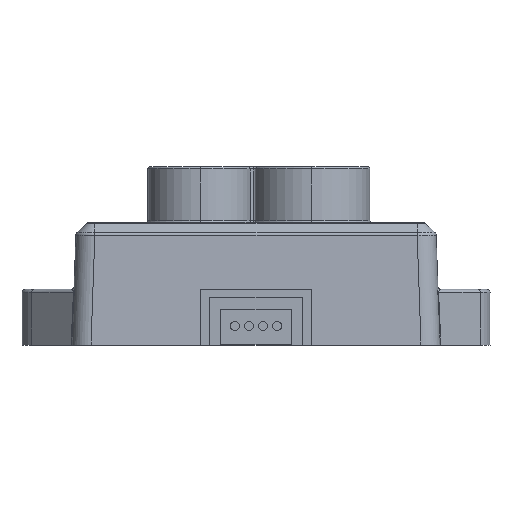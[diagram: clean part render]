
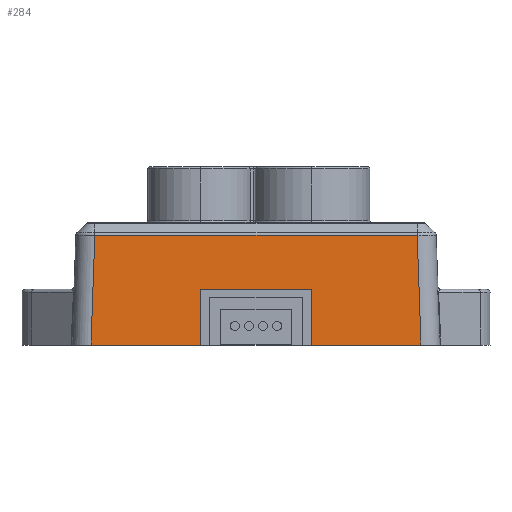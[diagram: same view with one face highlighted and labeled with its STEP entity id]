
A CAD part, top view. The second image highlights one B-rep face of the part: STEP entity #284.
In plain terms, the highlighted planar face has unit normal (0, 0.035, 0.999).
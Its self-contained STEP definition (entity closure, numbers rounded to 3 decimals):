
#11 = DIRECTION ( 'NONE',  ( 0., 0.999, -0.035 ) ) ;
#54 = CARTESIAN_POINT ( 'NONE',  ( -16.5, 5., 7.325 ) ) ;
#191 = ORIENTED_EDGE ( 'NONE', *, *, #2772, .F. ) ;
#284 = ADVANCED_FACE ( 'NONE', ( #678 ), #2233, .T. ) ;
#313 = DIRECTION ( 'NONE',  ( 0., -0.999, 0.035 ) ) ;
#320 = CARTESIAN_POINT ( 'NONE',  ( -5., 5., 7.325 ) ) ;
#330 = DIRECTION ( 'NONE',  ( -1., 0., 0. ) ) ;
#368 = CARTESIAN_POINT ( 'NONE',  ( -14.454, 9.835, 7.157 ) ) ;
#429 = ORIENTED_EDGE ( 'NONE', *, *, #4048, .T. ) ;
#520 = DIRECTION ( 'NONE',  ( -1., 0., 0. ) ) ;
#556 = EDGE_CURVE ( 'NONE', #2383, #1349, #5038, .T. ) ;
#564 = CARTESIAN_POINT ( 'NONE',  ( -14.803, -0.059, 7.502 ) ) ;
#570 = VECTOR ( 'NONE', #4424, 1000. ) ;
#678 = FACE_OUTER_BOUND ( 'NONE', #4908, .T. ) ;
#708 = CARTESIAN_POINT ( 'NONE',  ( 14.457, 9.835, 7.157 ) ) ;
#751 = CARTESIAN_POINT ( 'NONE',  ( -5., 0., 7.5 ) ) ;
#766 = CARTESIAN_POINT ( 'NONE',  ( 14.456, 9.835, 7.157 ) ) ;
#789 = VECTOR ( 'NONE', #330, 1000. ) ;
#816 = CARTESIAN_POINT ( 'NONE',  ( -14.458, 9.835, 7.157 ) ) ;
#962 = B_SPLINE_CURVE_WITH_KNOTS ( 'NONE', 3,
 ( #3428, #708, #766, #4998 ),
 .UNSPECIFIED., .F., .F.,
 ( 4, 4 ),
 ( 0., 1. ),
 .UNSPECIFIED. ) ;
#1033 = ORIENTED_EDGE ( 'NONE', *, *, #556, .F. ) ;
#1061 = CARTESIAN_POINT ( 'NONE',  ( 14.801, 0., 7.5 ) ) ;
#1068 = ORIENTED_EDGE ( 'NONE', *, *, #3116, .T. ) ;
#1153 = LINE ( 'NONE', #3934, #4520 ) ;
#1174 = ORIENTED_EDGE ( 'NONE', *, *, #2303, .T. ) ;
#1244 = CARTESIAN_POINT ( 'NONE',  ( -5., 0., 7.5 ) ) ;
#1270 = VECTOR ( 'NONE', #520, 1000. ) ;
#1294 = ORIENTED_EDGE ( 'NONE', *, *, #3722, .T. ) ;
#1324 = LINE ( 'NONE', #2904, #570 ) ;
#1349 = VERTEX_POINT ( 'NONE', #4677 ) ;
#1371 = VERTEX_POINT ( 'NONE', #2903 ) ;
#1390 = CARTESIAN_POINT ( 'NONE',  ( 14.454, 9.835, 7.157 ) ) ;
#1536 = CARTESIAN_POINT ( 'NONE',  ( 5., 0., 7.5 ) ) ;
#1599 = ORIENTED_EDGE ( 'NONE', *, *, #2282, .T. ) ;
#1726 = VERTEX_POINT ( 'NONE', #4269 ) ;
#1917 = LINE ( 'NONE', #751, #4514 ) ;
#2060 = ORIENTED_EDGE ( 'NONE', *, *, #2691, .F. ) ;
#2203 = VERTEX_POINT ( 'NONE', #1244 ) ;
#2233 = PLANE ( 'NONE',  #3304 ) ;
#2273 = CARTESIAN_POINT ( 'NONE',  ( -14.452, 9.835, 7.157 ) ) ;
#2282 = EDGE_CURVE ( 'NONE', #4072, #3604, #2878, .T. ) ;
#2298 = DIRECTION ( 'NONE',  ( 0., -0.999, 0.035 ) ) ;
#2303 = EDGE_CURVE ( 'NONE', #1726, #3372, #962, .T. ) ;
#2366 = B_SPLINE_CURVE_WITH_KNOTS ( 'NONE', 3,
 ( #368, #3406, #5026, #816 ),
 .UNSPECIFIED., .F., .F.,
 ( 4, 4 ),
 ( 0., 1. ),
 .UNSPECIFIED. ) ;
#2383 = VERTEX_POINT ( 'NONE', #2713 ) ;
#2397 = DIRECTION ( 'NONE',  ( 1., 0., 0. ) ) ;
#2505 = CARTESIAN_POINT ( 'NONE',  ( -14.801, 0., 7.5 ) ) ;
#2649 = LINE ( 'NONE', #2273, #789 ) ;
#2691 = EDGE_CURVE ( 'NONE', #2989, #2203, #1917, .T. ) ;
#2713 = CARTESIAN_POINT ( 'NONE',  ( 5., 0., 7.5 ) ) ;
#2767 = LINE ( 'NONE', #54, #1270 ) ;
#2772 = EDGE_CURVE ( 'NONE', #1349, #2989, #2767, .T. ) ;
#2878 = LINE ( 'NONE', #564, #3381 ) ;
#2903 = CARTESIAN_POINT ( 'NONE',  ( -14.454, 9.835, 7.157 ) ) ;
#2904 = CARTESIAN_POINT ( 'NONE',  ( 14.763, 1.09, 7.462 ) ) ;
#2989 = VERTEX_POINT ( 'NONE', #320 ) ;
#3039 = DIRECTION ( 'NONE',  ( 0., 0.035, 0.999 ) ) ;
#3116 = EDGE_CURVE ( 'NONE', #1371, #4072, #2366, .T. ) ;
#3304 = AXIS2_PLACEMENT_3D ( 'NONE', #4613, #3039, #313 ) ;
#3332 = CARTESIAN_POINT ( 'NONE',  ( -16.5, 0., 7.5 ) ) ;
#3369 = ORIENTED_EDGE ( 'NONE', *, *, #3422, .T. ) ;
#3372 = VERTEX_POINT ( 'NONE', #1390 ) ;
#3380 = CARTESIAN_POINT ( 'NONE',  ( -14.458, 9.835, 7.157 ) ) ;
#3381 = VECTOR ( 'NONE', #3663, 1000. ) ;
#3406 = CARTESIAN_POINT ( 'NONE',  ( -14.456, 9.835, 7.157 ) ) ;
#3422 = EDGE_CURVE ( 'NONE', #2383, #4686, #1153, .T. ) ;
#3428 = CARTESIAN_POINT ( 'NONE',  ( 14.458, 9.835, 7.157 ) ) ;
#3604 = VERTEX_POINT ( 'NONE', #2505 ) ;
#3616 = VECTOR ( 'NONE', #11, 1000. ) ;
#3663 = DIRECTION ( 'NONE',  ( -0.035, -0.999, 0.035 ) ) ;
#3722 = EDGE_CURVE ( 'NONE', #3372, #1371, #2649, .T. ) ;
#3934 = CARTESIAN_POINT ( 'NONE',  ( -16.5, 0., 7.5 ) ) ;
#4048 = EDGE_CURVE ( 'NONE', #3604, #2203, #4115, .T. ) ;
#4072 = VERTEX_POINT ( 'NONE', #3380 ) ;
#4115 = LINE ( 'NONE', #3332, #5032 ) ;
#4269 = CARTESIAN_POINT ( 'NONE',  ( 14.458, 9.835, 7.157 ) ) ;
#4311 = ORIENTED_EDGE ( 'NONE', *, *, #4332, .T. ) ;
#4332 = EDGE_CURVE ( 'NONE', #4686, #1726, #1324, .T. ) ;
#4424 = DIRECTION ( 'NONE',  ( -0.035, 0.999, -0.035 ) ) ;
#4469 = DIRECTION ( 'NONE',  ( 1., 0., 0. ) ) ;
#4514 = VECTOR ( 'NONE', #2298, 1000. ) ;
#4520 = VECTOR ( 'NONE', #2397, 1000. ) ;
#4613 = CARTESIAN_POINT ( 'NONE',  ( -16.5, 0., 7.5 ) ) ;
#4677 = CARTESIAN_POINT ( 'NONE',  ( 5., 5., 7.325 ) ) ;
#4686 = VERTEX_POINT ( 'NONE', #1061 ) ;
#4908 = EDGE_LOOP ( 'NONE', ( #4311, #1174, #1294, #1068, #1599, #429, #2060, #191, #1033, #3369 ) ) ;
#4998 = CARTESIAN_POINT ( 'NONE',  ( 14.454, 9.835, 7.157 ) ) ;
#5026 = CARTESIAN_POINT ( 'NONE',  ( -14.457, 9.835, 7.157 ) ) ;
#5032 = VECTOR ( 'NONE', #4469, 1000. ) ;
#5038 = LINE ( 'NONE', #1536, #3616 ) ;
